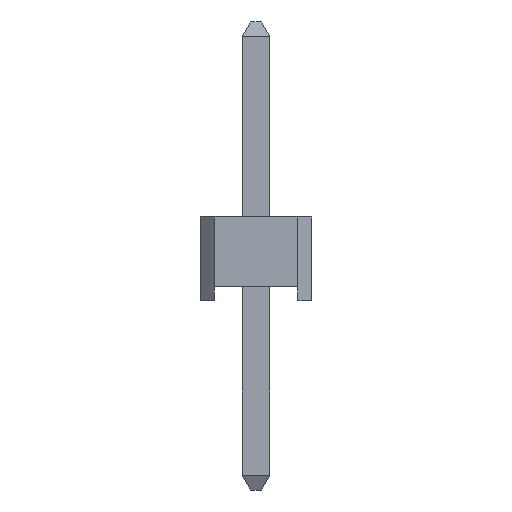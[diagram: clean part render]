
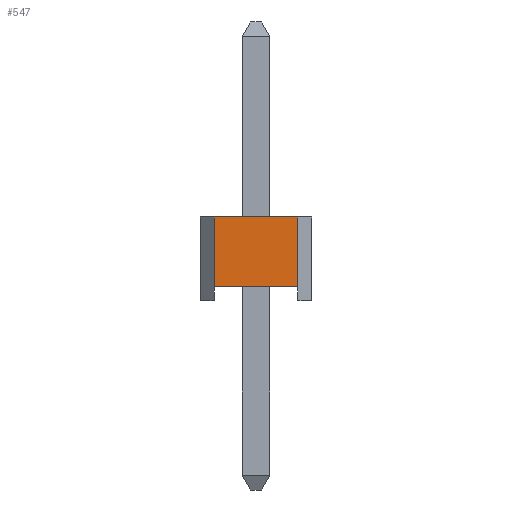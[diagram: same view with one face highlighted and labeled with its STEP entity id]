
A CAD part, left-side view. The second image highlights one B-rep face of the part: STEP entity #547.
In plain terms, the highlighted planar face has unit normal (-1, 0, 0).
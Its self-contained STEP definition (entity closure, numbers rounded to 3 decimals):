
#213=CARTESIAN_POINT('',(-1.0,0.75,0.25));
#214=VERTEX_POINT('',#213);
#438=CARTESIAN_POINT('',(-1.0,-0.75,0.25));
#439=VERTEX_POINT('',#438);
#446=CARTESIAN_POINT('',(-1.0,0.75,0.25));
#447=DIRECTION('',(0.0,-1.0,0.0));
#448=VECTOR('',#447,1.5);
#449=LINE('',#446,#448);
#450=EDGE_CURVE('',#214,#439,#449,.T.);
#517=CARTESIAN_POINT('',(-1.0,0.75,1.5));
#518=DIRECTION('',(-1.0,0.0,0.0));
#519=DIRECTION('',(0.0,0.0,1.0));
#520=AXIS2_PLACEMENT_3D('',#517,#518,#519);
#521=PLANE('',#520);
#522=ORIENTED_EDGE('',*,*,#450,.T.);
#523=CARTESIAN_POINT('',(-1.,-0.75,1.5));
#524=VERTEX_POINT('',#523);
#525=CARTESIAN_POINT('',(-1.,-0.75,1.5));
#526=DIRECTION('',(0.0,0.0,-1.0));
#527=VECTOR('',#526,1.25);
#528=LINE('',#525,#527);
#529=EDGE_CURVE('',#524,#439,#528,.T.);
#530=ORIENTED_EDGE('',*,*,#529,.F.);
#531=CARTESIAN_POINT('',(-1.0,0.75,1.5));
#532=VERTEX_POINT('',#531);
#533=CARTESIAN_POINT('',(-1.,-0.75,1.5));
#534=DIRECTION('',(0.0,1.0,0.0));
#535=VECTOR('',#534,1.5);
#536=LINE('',#533,#535);
#537=EDGE_CURVE('',#524,#532,#536,.T.);
#538=ORIENTED_EDGE('',*,*,#537,.T.);
#539=CARTESIAN_POINT('',(-1.0,0.75,1.5));
#540=DIRECTION('',(0.0,0.0,-1.0));
#541=VECTOR('',#540,1.25);
#542=LINE('',#539,#541);
#543=EDGE_CURVE('',#532,#214,#542,.T.);
#544=ORIENTED_EDGE('',*,*,#543,.T.);
#545=EDGE_LOOP('',(#522,#530,#538,#544));
#546=FACE_OUTER_BOUND('',#545,.T.);
#547=ADVANCED_FACE('',(#546),#521,.T.);
